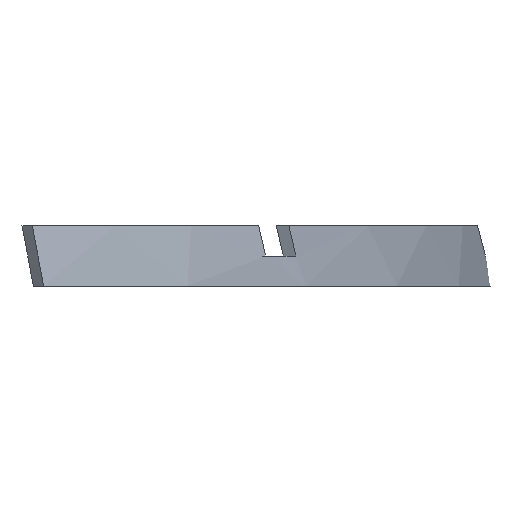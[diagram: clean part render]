
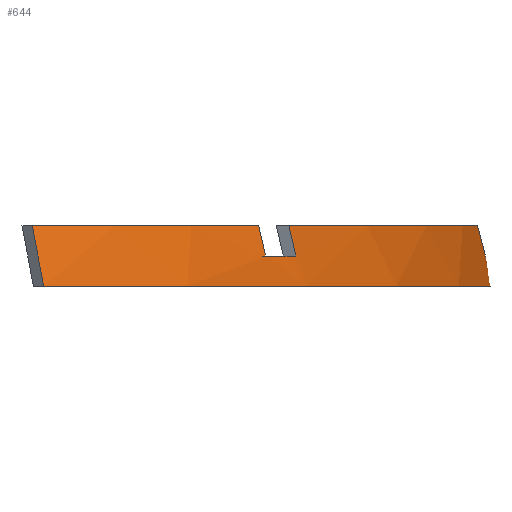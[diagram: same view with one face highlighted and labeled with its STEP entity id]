
A CAD part, front view. The second image highlights one B-rep face of the part: STEP entity #644.
In plain terms, the highlighted conical face has half-angle 14.995 degrees and reference radius 125.634 mm.
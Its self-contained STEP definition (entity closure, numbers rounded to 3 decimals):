
#63=CARTESIAN_POINT('Vertex',(88.837,-88.837,2.5)) ;
#77=CARTESIAN_POINT('Vertex',(89.784,-89.784,-2.5)) ;
#80=CARTESIAN_POINT('Line Origine',(89.31,-89.31,0.)) ;
#122=CARTESIAN_POINT('Vertex',(111.429,60.874,-2.5)) ;
#125=CARTESIAN_POINT('Axis2P3D Location',(0.,0.,-2.5)) ;
#311=CARTESIAN_POINT('Vertex',(125.609,2.5,2.5)) ;
#314=CARTESIAN_POINT('Axis2P3D Location',(0.,0.,2.5)) ;
#318=CARTESIAN_POINT('Vertex',(110.254,60.232,2.5)) ;
#351=CARTESIAN_POINT('Vertex',(126.279,-2.5,0.)) ;
#354=CARTESIAN_POINT('Axis2P3D Location',(0.,0.,0.)) ;
#358=CARTESIAN_POINT('Vertex',(126.279,2.5,0.)) ;
#382=CARTESIAN_POINT('Vertex',(125.609,-2.5,2.5)) ;
#386=CARTESIAN_POINT('Control Point',(125.609,-2.5,2.5)) ;
#387=CARTESIAN_POINT('Control Point',(125.743,-2.5,2.)) ;
#388=CARTESIAN_POINT('Control Point',(125.877,-2.5,1.5)) ;
#389=CARTESIAN_POINT('Control Point',(126.011,-2.5,1.)) ;
#390=CARTESIAN_POINT('Control Point',(126.145,-2.5,0.5)) ;
#391=CARTESIAN_POINT('Control Point',(126.279,-2.5,0.)) ;
#400=CARTESIAN_POINT('Axis2P3D Location',(0.,0.,2.5)) ;
#404=CARTESIAN_POINT('Vertex',(110.031,-60.639,2.5)) ;
#428=CARTESIAN_POINT('Vertex',(108.111,-65.304,0.)) ;
#435=CARTESIAN_POINT('Vertex',(107.531,-64.97,2.5)) ;
#439=CARTESIAN_POINT('Control Point',(107.531,-64.97,2.5)) ;
#440=CARTESIAN_POINT('Control Point',(107.647,-65.037,2.)) ;
#441=CARTESIAN_POINT('Control Point',(107.763,-65.104,1.5)) ;
#442=CARTESIAN_POINT('Control Point',(107.879,-65.17,1.)) ;
#443=CARTESIAN_POINT('Control Point',(107.995,-65.237,0.5)) ;
#444=CARTESIAN_POINT('Control Point',(108.111,-65.304,0.)) ;
#538=CARTESIAN_POINT('Axis2P3D Location',(0.,0.,0.)) ;
#542=CARTESIAN_POINT('Vertex',(110.611,-60.974,0.)) ;
#563=CARTESIAN_POINT('Control Point',(110.031,-60.639,2.5)) ;
#564=CARTESIAN_POINT('Control Point',(110.147,-60.706,2.)) ;
#565=CARTESIAN_POINT('Control Point',(110.263,-60.773,1.5)) ;
#566=CARTESIAN_POINT('Control Point',(110.379,-60.84,1.)) ;
#567=CARTESIAN_POINT('Control Point',(110.495,-60.907,0.5)) ;
#568=CARTESIAN_POINT('Control Point',(110.611,-60.974,0.)) ;
#583=CARTESIAN_POINT('Control Point',(125.609,2.5,2.5)) ;
#584=CARTESIAN_POINT('Control Point',(125.743,2.5,2.)) ;
#585=CARTESIAN_POINT('Control Point',(125.877,2.5,1.5)) ;
#586=CARTESIAN_POINT('Control Point',(126.011,2.5,1.)) ;
#587=CARTESIAN_POINT('Control Point',(126.145,2.5,0.5)) ;
#588=CARTESIAN_POINT('Control Point',(126.279,2.5,0.)) ;
#597=CARTESIAN_POINT('Axis2P3D Location',(0.,0.,2.5)) ;
#602=CARTESIAN_POINT('Line Origine',(110.842,60.553,0.)) ;
#618=CARTESIAN_POINT('Axis2P3D Location',(0.,0.,2.5)) ;
#81=DIRECTION('Vector Direction',(0.183,-0.183,-0.966)) ;
#126=DIRECTION('Axis2P3D Direction',(0.,0.,1.)) ;
#315=DIRECTION('Axis2P3D Direction',(0.,0.,1.)) ;
#355=DIRECTION('Axis2P3D Direction',(-0.,0.,1.)) ;
#401=DIRECTION('Axis2P3D Direction',(0.,0.,1.)) ;
#539=DIRECTION('Axis2P3D Direction',(-0.,0.,1.)) ;
#598=DIRECTION('Axis2P3D Direction',(-0.,-0.,-1.)) ;
#599=DIRECTION('Axis2P3D XDirection',(0.878,0.479,0.)) ;
#603=DIRECTION('Vector Direction',(0.227,0.124,-0.966)) ;
#619=DIRECTION('Axis2P3D Direction',(0.,0.,1.)) ;
#127=AXIS2_PLACEMENT_3D('Circle Axis2P3D',#125,#126,$) ;
#316=AXIS2_PLACEMENT_3D('Circle Axis2P3D',#314,#315,$) ;
#356=AXIS2_PLACEMENT_3D('Circle Axis2P3D',#354,#355,$) ;
#402=AXIS2_PLACEMENT_3D('Circle Axis2P3D',#400,#401,$) ;
#540=AXIS2_PLACEMENT_3D('Circle Axis2P3D',#538,#539,$) ;
#600=AXIS2_PLACEMENT_3D('Cone Axis2P3D',#597,#598,#599) ;
#620=AXIS2_PLACEMENT_3D('Circle Axis2P3D',#618,#619,$) ;
#631=ORIENTED_EDGE('',*,*,#129,.T.) ;
#632=ORIENTED_EDGE('',*,*,#606,.F.) ;
#633=ORIENTED_EDGE('',*,*,#320,.F.) ;
#634=ORIENTED_EDGE('',*,*,#589,.T.) ;
#635=ORIENTED_EDGE('',*,*,#360,.F.) ;
#636=ORIENTED_EDGE('',*,*,#392,.F.) ;
#637=ORIENTED_EDGE('',*,*,#406,.F.) ;
#638=ORIENTED_EDGE('',*,*,#569,.T.) ;
#639=ORIENTED_EDGE('',*,*,#544,.T.) ;
#640=ORIENTED_EDGE('',*,*,#445,.F.) ;
#641=ORIENTED_EDGE('',*,*,#622,.F.) ;
#642=ORIENTED_EDGE('',*,*,#84,.T.) ;
#82=VECTOR('Line Direction',#81,1.) ;
#604=VECTOR('Line Direction',#603,1.) ;
#644=ADVANCED_FACE('PartBody',(#643),#601,.T.) ;
#385=B_SPLINE_CURVE_WITH_KNOTS('',5,(#386,#387,#388,#389,#390,#391),.UNSPECIFIED.,.F.,.U.,(6,6),(0.,3.66),.UNSPECIFIED.) ;
#438=B_SPLINE_CURVE_WITH_KNOTS('',5,(#439,#440,#441,#442,#443,#444),.UNSPECIFIED.,.F.,.U.,(6,6),(0.,3.66),.UNSPECIFIED.) ;
#562=B_SPLINE_CURVE_WITH_KNOTS('',5,(#563,#564,#565,#566,#567,#568),.UNSPECIFIED.,.F.,.U.,(6,6),(0.,3.66),.UNSPECIFIED.) ;
#582=B_SPLINE_CURVE_WITH_KNOTS('',5,(#583,#584,#585,#586,#587,#588),.UNSPECIFIED.,.F.,.U.,(6,6),(0.,3.66),.UNSPECIFIED.) ;
#128=CIRCLE('generated circle',#127,126.973) ;
#317=CIRCLE('generated circle',#316,125.634) ;
#357=CIRCLE('generated circle',#356,126.304) ;
#403=CIRCLE('generated circle',#402,125.634) ;
#541=CIRCLE('generated circle',#540,126.304) ;
#621=CIRCLE('generated circle',#620,125.634) ;
#601=CONICAL_SURFACE('Cone',#600,125.634,0.262) ;
#84=EDGE_CURVE('',#64,#78,#83,.T.) ;
#129=EDGE_CURVE('',#78,#123,#128,.T.) ;
#320=EDGE_CURVE('',#312,#319,#317,.T.) ;
#360=EDGE_CURVE('',#352,#359,#357,.T.) ;
#392=EDGE_CURVE('',#383,#352,#385,.T.) ;
#406=EDGE_CURVE('',#405,#383,#403,.T.) ;
#445=EDGE_CURVE('',#436,#429,#438,.T.) ;
#544=EDGE_CURVE('',#543,#429,#541,.F.) ;
#569=EDGE_CURVE('',#405,#543,#562,.T.) ;
#589=EDGE_CURVE('',#312,#359,#582,.T.) ;
#606=EDGE_CURVE('',#319,#123,#605,.T.) ;
#622=EDGE_CURVE('',#64,#436,#621,.T.) ;
#630=EDGE_LOOP('',(#631,#632,#633,#634,#635,#636,#637,#638,#639,#640,#641,#642)) ;
#643=FACE_OUTER_BOUND('',#630,.T.) ;
#83=LINE('Line',#80,#82) ;
#605=LINE('Line',#602,#604) ;
#64=VERTEX_POINT('',#63) ;
#78=VERTEX_POINT('',#77) ;
#123=VERTEX_POINT('',#122) ;
#312=VERTEX_POINT('',#311) ;
#319=VERTEX_POINT('',#318) ;
#352=VERTEX_POINT('',#351) ;
#359=VERTEX_POINT('',#358) ;
#383=VERTEX_POINT('',#382) ;
#405=VERTEX_POINT('',#404) ;
#429=VERTEX_POINT('',#428) ;
#436=VERTEX_POINT('',#435) ;
#543=VERTEX_POINT('',#542) ;
